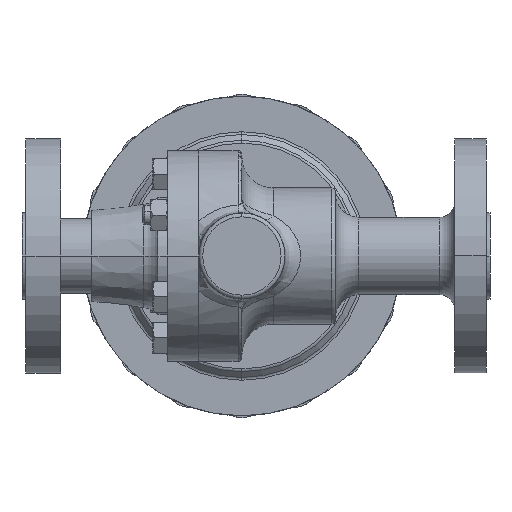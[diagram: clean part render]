
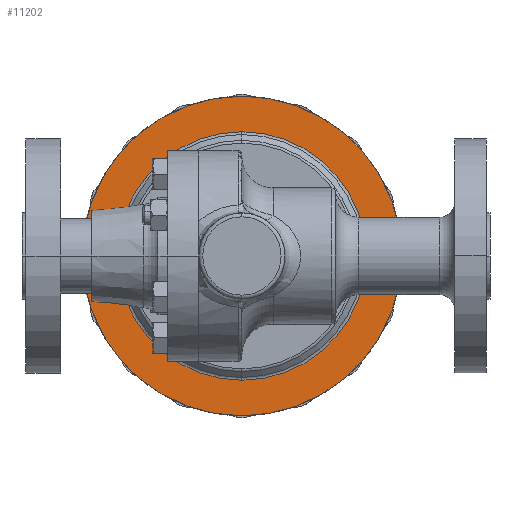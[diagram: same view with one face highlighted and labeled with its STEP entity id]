
A CAD part, front view. The second image highlights one B-rep face of the part: STEP entity #11202.
In plain terms, the highlighted planar face has unit normal (0, -1, 0).
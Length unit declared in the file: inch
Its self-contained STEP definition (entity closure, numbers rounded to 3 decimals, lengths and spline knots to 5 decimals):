
#329 = DIRECTION ( 'NONE',  ( 0., 0., -1. ) ) ;
#834 = ORIENTED_EDGE ( 'NONE', *, *, #18368, .F. ) ;
#843 = FACE_BOUND ( 'NONE', #7789, .T. ) ;
#1110 = DIRECTION ( 'NONE',  ( 0., 0., -1. ) ) ;
#1593 = CIRCLE ( 'NONE', #1668, 2.56 ) ;
#1668 = AXIS2_PLACEMENT_3D ( 'NONE', #14069, #9208, #1110 ) ;
#1767 = CIRCLE ( 'NONE', #7395, 1.99068 ) ;
#3765 = ORIENTED_EDGE ( 'NONE', *, *, #10678, .F. ) ;
#4133 = DIRECTION ( 'NONE',  ( 0., 0., -1. ) ) ;
#5200 = CARTESIAN_POINT ( 'NONE',  ( 0., 2.17, 0. ) ) ;
#6261 = VERTEX_POINT ( 'NONE', #11492 ) ;
#6310 = CARTESIAN_POINT ( 'NONE',  ( 0., 2.17, 0. ) ) ;
#6412 = CARTESIAN_POINT ( 'NONE',  ( 0., 2.17, 1.99068 ) ) ;
#6479 = AXIS2_PLACEMENT_3D ( 'NONE', #5200, #13566, #329 ) ;
#7127 = CARTESIAN_POINT ( 'NONE',  ( 0., 2.17, 0. ) ) ;
#7395 = AXIS2_PLACEMENT_3D ( 'NONE', #6310, #19508, #21139 ) ;
#7671 = CARTESIAN_POINT ( 'NONE',  ( 1.99068, 2.17, 0. ) ) ;
#7789 = EDGE_LOOP ( 'NONE', ( #9409, #3765 ) ) ;
#8571 = CIRCLE ( 'NONE', #18188, 1.99068 ) ;
#8852 = DIRECTION ( 'NONE',  ( 0., 0., -1. ) ) ;
#9208 = DIRECTION ( 'NONE',  ( 0., 1., 0. ) ) ;
#9409 = ORIENTED_EDGE ( 'NONE', *, *, #14419, .F. ) ;
#9440 = VERTEX_POINT ( 'NONE', #9655 ) ;
#9651 = CARTESIAN_POINT ( 'NONE',  ( 0., 2.17, -1.99068 ) ) ;
#9655 = CARTESIAN_POINT ( 'NONE',  ( 0., 2.17, -2.56 ) ) ;
#10678 = EDGE_CURVE ( 'NONE', #15969, #13964, #8571, .T. ) ;
#10850 = FACE_OUTER_BOUND ( 'NONE', #17844, .T. ) ;
#10904 = PLANE ( 'NONE',  #19436 ) ;
#11202 = ADVANCED_FACE ( 'NONE', ( #10850, #843 ), #10904, .T. ) ;
#11492 = CARTESIAN_POINT ( 'NONE',  ( 0., 2.17, 2.56 ) ) ;
#12035 = ORIENTED_EDGE ( 'NONE', *, *, #18502, .F. ) ;
#12954 = CIRCLE ( 'NONE', #6479, 2.56 ) ;
#13563 = DIRECTION ( 'NONE',  ( 0., -1., 0. ) ) ;
#13566 = DIRECTION ( 'NONE',  ( 0., 1., 0. ) ) ;
#13964 = VERTEX_POINT ( 'NONE', #9651 ) ;
#14069 = CARTESIAN_POINT ( 'NONE',  ( 0., 2.17, 0. ) ) ;
#14419 = EDGE_CURVE ( 'NONE', #13964, #15969, #1767, .T. ) ;
#15969 = VERTEX_POINT ( 'NONE', #6412 ) ;
#17356 = DIRECTION ( 'NONE',  ( 0., -1., 0. ) ) ;
#17844 = EDGE_LOOP ( 'NONE', ( #12035, #834 ) ) ;
#18188 = AXIS2_PLACEMENT_3D ( 'NONE', #7127, #13563, #8852 ) ;
#18368 = EDGE_CURVE ( 'NONE', #9440, #6261, #12954, .T. ) ;
#18502 = EDGE_CURVE ( 'NONE', #6261, #9440, #1593, .T. ) ;
#19436 = AXIS2_PLACEMENT_3D ( 'NONE', #7671, #17356, #4133 ) ;
#19508 = DIRECTION ( 'NONE',  ( 0., -1., 0. ) ) ;
#21139 = DIRECTION ( 'NONE',  ( 0., 0., -1. ) ) ;
